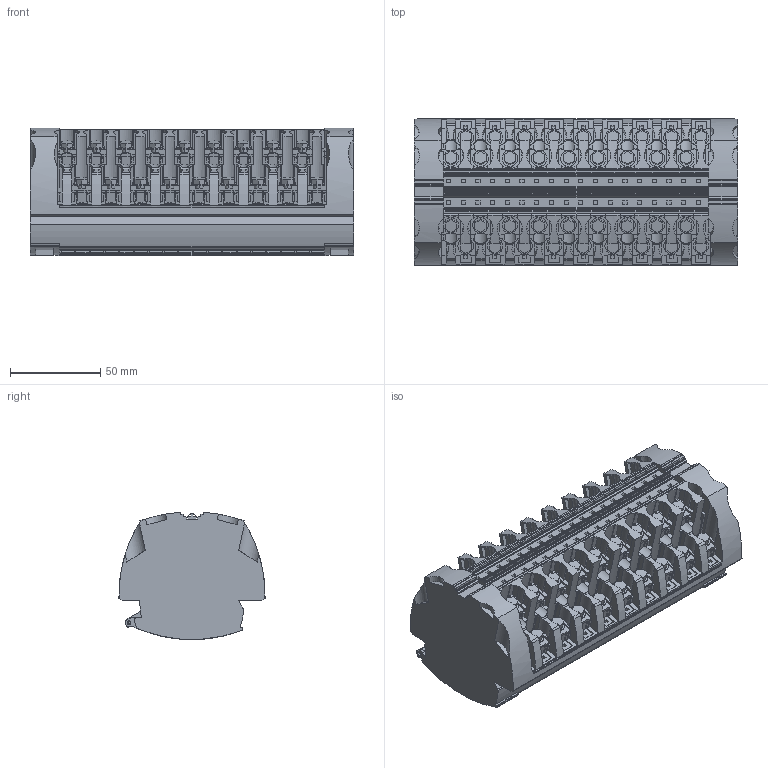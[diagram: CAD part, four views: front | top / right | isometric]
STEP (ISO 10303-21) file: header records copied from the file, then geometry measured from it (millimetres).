
FILE_DESCRIPTION(('Creo Elements/Direct Modeling STEP Export'),'2;1');
FILE_NAME('model.stp','2020-08-10T 9:17:12',(''),(''),'Creo Elements/Direct Modeling STEP processor for AP214 (Solid Model)','Creo Elements/Direct Modeling 20.1A 29-Sep-2018 (C) Parametric Technology GmbH','');
FILE_SCHEMA(('AUTOMOTIVE_DESIGN { 1 0 10303 214 1 1 1 1 }'));
Length unit declared in the file: millimetre
Products named in the file (2): RSCWE_6_3_18-select
Assembly tree (1 placements, depth 2):
  RSCWE_6_3_18-select
    RSCWE_6_3_18-select
Bounding box: 179.3 x 80.92 x 70.49 mm (x, y, z)
Volume: 650372.9 mm3; surface area: 116671.1 mm2
Topology: 1 solids, 1 shells, 5720 faces, 17319 edges, 11438 vertices
Faces by surface type: plane 4779, cylinder 939, bspline 2
Entity records: 217730 total; most frequent: CARTESIAN_POINT 52270, ORIENTED_EDGE 34638, DIRECTION 30009, EDGE_CURVE 17319, VECTOR 14803, LINE 14803, VERTEX_POINT 11438, AXIS2_PLACEMENT_3D 7603
